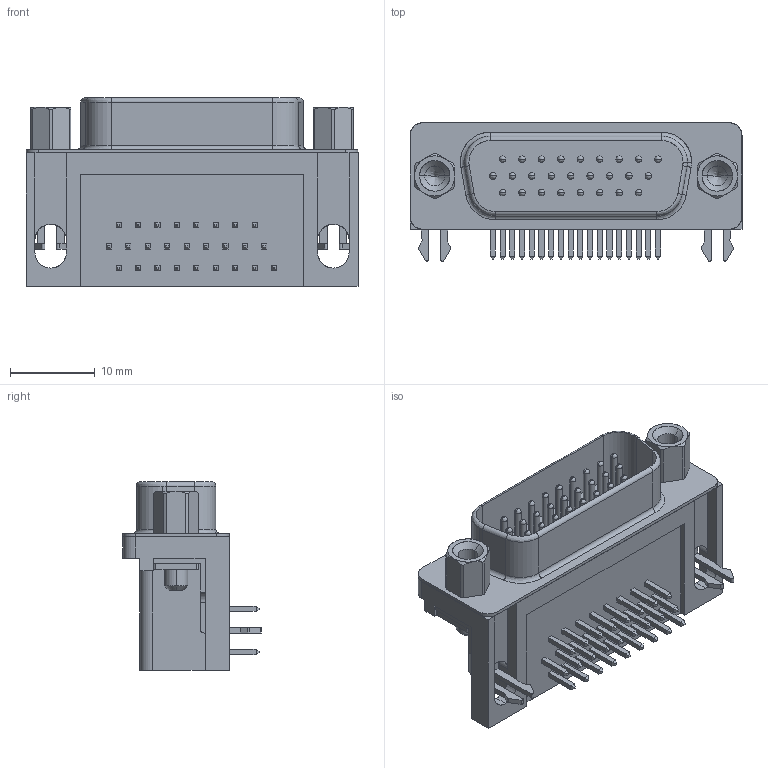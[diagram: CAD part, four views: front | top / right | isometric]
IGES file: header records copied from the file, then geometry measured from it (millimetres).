
Start section: SolidWorks IGES file using analytic representation for surfaces
Global section: file name: CKelleher'K66X-A26P-NJ_rA1.IGS; native system: SolidWorks 2007; preprocessor: SolidWorks 2007; author: Ckelleher; date: 120206.161846; units: millimetre
Bounding box: 39.14 x 16.3 x 22.22 mm (x, y, z)
Surface area: 4517.2 mm2 (no closed solid volume)
Topology: 0 solids, 0 shells, 603 faces, 4140 edges, 4084 vertices
Faces by surface type: bspline 367, revolution 236
